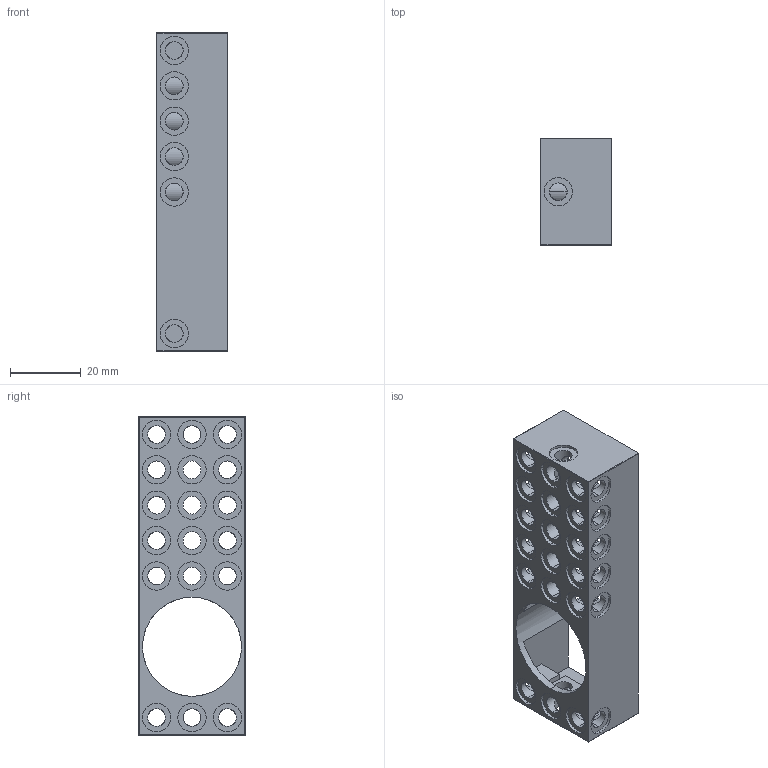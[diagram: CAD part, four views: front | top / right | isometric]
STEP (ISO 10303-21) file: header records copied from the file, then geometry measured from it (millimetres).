
FILE_DESCRIPTION (( 'STEP AP214' ), '1' );
FILE_NAME ('MOcA_2.STEP', '2019-05-16T15:15:55', ( '' ), ( '' ), 'SwSTEP 2.0', 'SolidWorks 2019', '' );
FILE_SCHEMA (( 'AUTOMOTIVE_DESIGN' ));
Length unit declared in the file: millimetre
Products named in the file (1): MOcA_2
Bounding box: 20 x 30 x 90 mm (x, y, z)
Volume: 12955.5 mm3; surface area: 17051.1 mm2
Topology: 1 solids, 1 shells, 308 faces, 754 edges, 452 vertices
Faces by surface type: cylinder 202, plane 102, sphere 4
Entity records: 9160 total; most frequent: CARTESIAN_POINT 1703, DIRECTION 1600, ORIENTED_EDGE 1500, EDGE_CURVE 750, AXIS2_PLACEMENT_3D 605, VERTEX_POINT 452, EDGE_LOOP 410, LINE 390
